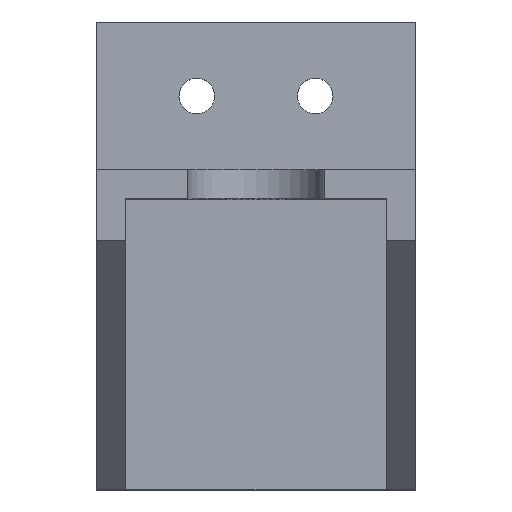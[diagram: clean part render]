
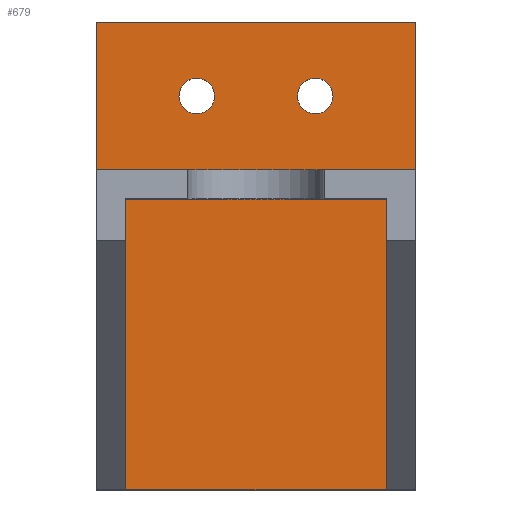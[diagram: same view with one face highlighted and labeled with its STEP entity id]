
A CAD part, top view. The second image highlights one B-rep face of the part: STEP entity #679.
In plain terms, the highlighted planar face has unit normal (0, 0, 1).
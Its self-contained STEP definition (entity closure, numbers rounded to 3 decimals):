
#20=FACE_BOUND('',#117,.T.);
#21=FACE_BOUND('',#118,.T.);
#43=CIRCLE('',#727,3.);
#45=CIRCLE('',#730,3.);
#81=FACE_OUTER_BOUND('',#116,.T.);
#116=EDGE_LOOP('',(#562,#563,#564,#565,#566,#567,#568,#569,#570,#571,#572,
#573,#574,#575,#576,#577,#578,#579,#580,#581));
#117=EDGE_LOOP('',(#582));
#118=EDGE_LOOP('',(#583));
#133=LINE('',#933,#209);
#140=LINE('',#947,#216);
#144=LINE('',#956,#220);
#145=LINE('',#960,#221);
#153=LINE('',#996,#229);
#154=LINE('',#1000,#230);
#167=LINE('',#1044,#243);
#168=LINE('',#1046,#244);
#178=LINE('',#1064,#254);
#179=LINE('',#1065,#255);
#180=LINE('',#1068,#256);
#181=LINE('',#1069,#257);
#188=LINE('',#1083,#264);
#191=LINE('',#1087,#267);
#192=LINE('',#1089,#268);
#193=LINE('',#1090,#269);
#194=LINE('',#1092,#270);
#195=LINE('',#1094,#271);
#196=LINE('',#1095,#272);
#197=LINE('',#1096,#273);
#209=VECTOR('',#755,10.);
#216=VECTOR('',#764,10.);
#220=VECTOR('',#770,10.);
#221=VECTOR('',#773,10.);
#229=VECTOR('',#813,10.);
#230=VECTOR('',#816,10.);
#243=VECTOR('',#861,10.);
#244=VECTOR('',#862,10.);
#254=VECTOR('',#876,10.);
#255=VECTOR('',#877,10.);
#256=VECTOR('',#880,10.);
#257=VECTOR('',#881,10.);
#264=VECTOR('',#892,10.);
#267=VECTOR('',#895,10.);
#268=VECTOR('',#898,10.);
#269=VECTOR('',#899,10.);
#270=VECTOR('',#900,10.);
#271=VECTOR('',#901,10.);
#272=VECTOR('',#902,10.);
#273=VECTOR('',#903,10.);
#285=VERTEX_POINT('',#931);
#286=VERTEX_POINT('',#932);
#290=VERTEX_POINT('',#941);
#292=VERTEX_POINT('',#945);
#294=VERTEX_POINT('',#950);
#296=VERTEX_POINT('',#954);
#297=VERTEX_POINT('',#958);
#298=VERTEX_POINT('',#959);
#309=VERTEX_POINT('',#994);
#310=VERTEX_POINT('',#995);
#311=VERTEX_POINT('',#997);
#312=VERTEX_POINT('',#999);
#317=VERTEX_POINT('',#1012);
#319=VERTEX_POINT('',#1018);
#327=VERTEX_POINT('',#1043);
#328=VERTEX_POINT('',#1045);
#333=VERTEX_POINT('',#1059);
#335=VERTEX_POINT('',#1067);
#339=VERTEX_POINT('',#1080);
#340=VERTEX_POINT('',#1082);
#342=VERTEX_POINT('',#1091);
#343=VERTEX_POINT('',#1093);
#349=EDGE_CURVE('',#285,#286,#133,.T.);
#356=EDGE_CURVE('',#290,#292,#140,.F.);
#360=EDGE_CURVE('',#294,#296,#144,.F.);
#361=EDGE_CURVE('',#297,#298,#145,.T.);
#379=EDGE_CURVE('',#309,#310,#153,.T.);
#381=EDGE_CURVE('',#312,#311,#154,.T.);
#387=EDGE_CURVE('',#317,#317,#43,.T.);
#390=EDGE_CURVE('',#319,#319,#45,.T.);
#403=EDGE_CURVE('',#310,#327,#167,.T.);
#404=EDGE_CURVE('',#328,#312,#168,.T.);
#414=EDGE_CURVE('',#298,#328,#178,.T.);
#415=EDGE_CURVE('',#333,#294,#179,.T.);
#416=EDGE_CURVE('',#292,#335,#180,.F.);
#417=EDGE_CURVE('',#327,#285,#181,.F.);
#424=EDGE_CURVE('',#340,#339,#188,.F.);
#427=EDGE_CURVE('',#286,#290,#191,.F.);
#428=EDGE_CURVE('',#333,#335,#192,.T.);
#429=EDGE_CURVE('',#297,#296,#193,.F.);
#430=EDGE_CURVE('',#342,#311,#194,.T.);
#431=EDGE_CURVE('',#343,#342,#195,.F.);
#432=EDGE_CURVE('',#340,#343,#196,.F.);
#433=EDGE_CURVE('',#309,#339,#197,.T.);
#562=ORIENTED_EDGE('',*,*,#356,.T.);
#563=ORIENTED_EDGE('',*,*,#416,.T.);
#564=ORIENTED_EDGE('',*,*,#428,.F.);
#565=ORIENTED_EDGE('',*,*,#415,.T.);
#566=ORIENTED_EDGE('',*,*,#360,.T.);
#567=ORIENTED_EDGE('',*,*,#429,.F.);
#568=ORIENTED_EDGE('',*,*,#361,.T.);
#569=ORIENTED_EDGE('',*,*,#414,.T.);
#570=ORIENTED_EDGE('',*,*,#404,.T.);
#571=ORIENTED_EDGE('',*,*,#381,.T.);
#572=ORIENTED_EDGE('',*,*,#430,.F.);
#573=ORIENTED_EDGE('',*,*,#431,.F.);
#574=ORIENTED_EDGE('',*,*,#432,.F.);
#575=ORIENTED_EDGE('',*,*,#424,.T.);
#576=ORIENTED_EDGE('',*,*,#433,.F.);
#577=ORIENTED_EDGE('',*,*,#379,.T.);
#578=ORIENTED_EDGE('',*,*,#403,.T.);
#579=ORIENTED_EDGE('',*,*,#417,.T.);
#580=ORIENTED_EDGE('',*,*,#349,.T.);
#581=ORIENTED_EDGE('',*,*,#427,.T.);
#582=ORIENTED_EDGE('',*,*,#387,.T.);
#583=ORIENTED_EDGE('',*,*,#390,.T.);
#649=PLANE('',#743);
#679=ADVANCED_FACE('',(#81,#20,#21),#649,.T.);
#727=AXIS2_PLACEMENT_3D('',#1013,#829,#830);
#730=AXIS2_PLACEMENT_3D('',#1019,#836,#837);
#743=AXIS2_PLACEMENT_3D('',#1088,#896,#897);
#755=DIRECTION('',(-1.,0.,0.));
#764=DIRECTION('',(-1.,0.,0.));
#770=DIRECTION('',(-1.,0.,0.));
#773=DIRECTION('',(-1.,0.,0.));
#813=DIRECTION('',(0.,-1.,0.));
#816=DIRECTION('',(0.,1.,0.));
#829=DIRECTION('center_axis',(0.,0.,-1.));
#830=DIRECTION('ref_axis',(1.,0.,0.));
#836=DIRECTION('center_axis',(0.,0.,-1.));
#837=DIRECTION('ref_axis',(1.,0.,0.));
#861=DIRECTION('',(-1.,0.,0.));
#862=DIRECTION('',(-1.,0.,0.));
#876=DIRECTION('',(0.,1.,0.));
#877=DIRECTION('',(0.,1.,0.));
#880=DIRECTION('',(0.,1.,0.));
#881=DIRECTION('',(0.,1.,0.));
#892=DIRECTION('',(0.,1.,0.));
#895=DIRECTION('',(0.,1.,0.));
#896=DIRECTION('center_axis',(0.,0.,1.));
#897=DIRECTION('ref_axis',(1.,0.,0.));
#898=DIRECTION('',(-1.,0.,0.));
#899=DIRECTION('',(0.,1.,0.));
#900=DIRECTION('',(-1.,0.,0.));
#901=DIRECTION('',(0.,1.,0.));
#902=DIRECTION('',(-1.,0.,0.));
#903=DIRECTION('',(-1.,0.,0.));
#931=CARTESIAN_POINT('',(-22.,-22.027,4.));
#932=CARTESIAN_POINT('',(-27.,-22.027,4.));
#933=CARTESIAN_POINT('',(-12.25,-22.027,4.));
#941=CARTESIAN_POINT('',(-27.,-31.973,4.));
#945=CARTESIAN_POINT('',(-22.,-31.973,4.));
#947=CARTESIAN_POINT('',(-12.25,-31.973,4.));
#950=CARTESIAN_POINT('',(22.,-31.973,4.));
#954=CARTESIAN_POINT('',(27.,-31.973,4.));
#956=CARTESIAN_POINT('',(12.25,-31.973,4.));
#958=CARTESIAN_POINT('',(27.,-22.027,4.));
#959=CARTESIAN_POINT('',(22.,-22.027,4.));
#960=CARTESIAN_POINT('',(12.25,-22.027,4.));
#994=CARTESIAN_POINT('',(-4.899,-1.,4.));
#995=CARTESIAN_POINT('',(-4.899,-5.9,4.));
#996=CARTESIAN_POINT('',(-4.899,-5.9,4.));
#997=CARTESIAN_POINT('',(4.899,-1.,4.));
#999=CARTESIAN_POINT('',(4.899,-5.9,4.));
#1000=CARTESIAN_POINT('',(4.899,-5.9,4.));
#1012=CARTESIAN_POINT('',(-13.,11.5,4.));
#1013=CARTESIAN_POINT('Origin',(-10.,11.5,4.));
#1018=CARTESIAN_POINT('',(7.,11.5,4.));
#1019=CARTESIAN_POINT('Origin',(10.,11.5,4.));
#1043=CARTESIAN_POINT('',(-22.,-5.9,4.));
#1044=CARTESIAN_POINT('',(-0.218,-5.9,4.));
#1045=CARTESIAN_POINT('',(22.,-5.9,4.));
#1046=CARTESIAN_POINT('',(-0.218,-5.9,4.));
#1059=CARTESIAN_POINT('',(22.,-55.,4.));
#1064=CARTESIAN_POINT('',(22.,-12.984,4.));
#1065=CARTESIAN_POINT('',(22.,-12.984,4.));
#1067=CARTESIAN_POINT('',(-22.,-55.,4.));
#1068=CARTESIAN_POINT('',(-22.,-12.984,4.));
#1069=CARTESIAN_POINT('',(-22.,-12.984,4.));
#1080=CARTESIAN_POINT('',(-27.,-1.,4.));
#1082=CARTESIAN_POINT('',(-27.,24.,4.));
#1083=CARTESIAN_POINT('',(-27.,-9.492,4.));
#1087=CARTESIAN_POINT('',(-27.,-9.492,4.));
#1088=CARTESIAN_POINT('Origin',(0.,3.349,4.));
#1089=CARTESIAN_POINT('',(0.,-55.,4.));
#1090=CARTESIAN_POINT('',(27.,-9.492,4.));
#1091=CARTESIAN_POINT('',(27.,-1.,4.));
#1092=CARTESIAN_POINT('',(-0.218,-1.,4.));
#1093=CARTESIAN_POINT('',(27.,24.,4.));
#1094=CARTESIAN_POINT('',(27.,-9.492,4.));
#1095=CARTESIAN_POINT('',(0.,24.,4.));
#1096=CARTESIAN_POINT('',(-0.218,-1.,4.));
